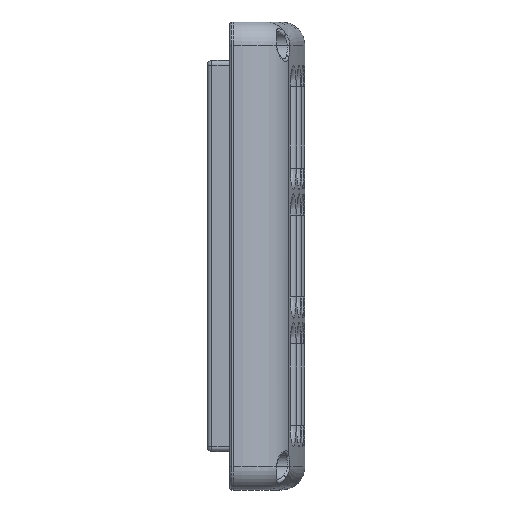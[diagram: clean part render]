
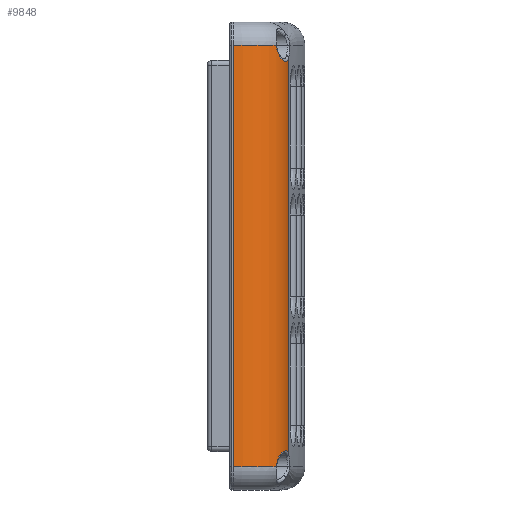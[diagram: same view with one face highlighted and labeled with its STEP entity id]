
A CAD part, front view. The second image highlights one B-rep face of the part: STEP entity #9848.
In plain terms, the highlighted cylindrical face has radius 12 mm (diameter 24 mm), a partial arc.
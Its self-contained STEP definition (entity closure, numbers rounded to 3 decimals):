
#1102 = ORIENTED_EDGE ( 'NONE', *, *, #23071, .T. ) ;
#1113 = EDGE_CURVE ( 'NONE', #20538, #4689, #7538, .T. ) ;
#1202 = CARTESIAN_POINT ( 'NONE',  ( -9.185, -39.6, -50. ) ) ;
#1220 = CARTESIAN_POINT ( 'NONE',  ( 1.948, -44.08, 41.602 ) ) ;
#1374 = CARTESIAN_POINT ( 'NONE',  ( 2.433, -42.608, -41.828 ) ) ;
#1377 = CARTESIAN_POINT ( 'NONE',  ( 0.588, -46.566, 42.813 ) ) ;
#1461 = CARTESIAN_POINT ( 'NONE',  ( 0.156, -47.132, 43.808 ) ) ;
#1688 = ORIENTED_EDGE ( 'NONE', *, *, #2040, .T. ) ;
#1814 = DIRECTION ( 'NONE',  ( 1., 0., 0. ) ) ;
#2040 = EDGE_CURVE ( 'NONE', #4494, #21950, #3858, .T. ) ;
#3051 = CARTESIAN_POINT ( 'NONE',  ( 2.548, -42.137, -42.034 ) ) ;
#3055 = CARTESIAN_POINT ( 'NONE',  ( 2.606, -41.845, 42.215 ) ) ;
#3368 = CARTESIAN_POINT ( 'NONE',  ( 2.245, -43.258, 41.65 ) ) ;
#3858 = B_SPLINE_CURVE_WITH_KNOTS ( 'NONE', 3,
 ( #19286, #3055, #14014, #10630, #8508, #12209, #3368, #10394, #15811, #1220, #12285, #17720, #19518, #23140, #21077, #23219, #17487, #15889, #1377, #21313, #5025, #17639, #1461, #10309, #8663, #12370, #22903, #5111 ),
 .UNSPECIFIED., .F., .F.,
 ( 4, 2, 2, 2, 2, 2, 2, 2, 2, 2, 2, 2, 2, 4 ),
 ( 0., 0.001, 0.002, 0.002, 0.003, 0.003, 0.004, 0.004, 0.005, 0.006, 0.007, 0.007, 0.008, 0.008 ),
 .UNSPECIFIED. ) ;
#3942 = ORIENTED_EDGE ( 'NONE', *, *, #21866, .T. ) ;
#4494 = VERTEX_POINT ( 'NONE', #18188 ) ;
#4689 = VERTEX_POINT ( 'NONE', #13512 ) ;
#4928 = FACE_OUTER_BOUND ( 'NONE', #12063, .T. ) ;
#4982 = CARTESIAN_POINT ( 'NONE',  ( -9.185, -51.6, -45. ) ) ;
#5019 = CARTESIAN_POINT ( 'NONE',  ( 0.044, -47.269, -44.301 ) ) ;
#5025 = CARTESIAN_POINT ( 'NONE',  ( 0.32, -46.925, 43.354 ) ) ;
#5066 = CARTESIAN_POINT ( 'NONE',  ( 2.65, -41.579, -50. ) ) ;
#5109 = CARTESIAN_POINT ( 'NONE',  ( 2.074, -43.753, -41.598 ) ) ;
#5111 = CARTESIAN_POINT ( 'NONE',  ( 0.001, -47.32, 45. ) ) ;
#5216 = DIRECTION ( 'NONE',  ( 0., 0., -1. ) ) ;
#5818 = ORIENTED_EDGE ( 'NONE', *, *, #10386, .F. ) ;
#6448 = CARTESIAN_POINT ( 'NONE',  ( 0.001, -47.32, 45. ) ) ;
#6669 = CARTESIAN_POINT ( 'NONE',  ( 0.52, -46.658, -42.946 ) ) ;
#6754 = CARTESIAN_POINT ( 'NONE',  ( 0.075, -47.232, -44.133 ) ) ;
#6828 = CARTESIAN_POINT ( 'NONE',  ( 0.207, -47.069, -43.648 ) ) ;
#6905 = CARTESIAN_POINT ( 'NONE',  ( 2.65, -41.579, -42.443 ) ) ;
#7379 = VERTEX_POINT ( 'NONE', #4982 ) ;
#7538 = B_SPLINE_CURVE_WITH_KNOTS ( 'NONE', 3,
 ( #8746, #17565, #10555, #5019, #6754, #19355, #6828, #13864, #21311, #6669, #14091, #12124, #19209, #12365, #17715, #8584, #21159, #19283, #12043, #8428, #10391, #5109, #12206, #22971, #10477, #17403, #1374, #3051, #14181, #6905 ),
 .UNSPECIFIED., .F., .F.,
 ( 4, 2, 2, 2, 2, 2, 2, 2, 2, 2, 2, 2, 2, 2, 4 ),
 ( 0., 0.001, 0.001, 0.002, 0.002, 0.003, 0.003, 0.004, 0.005, 0.005, 0.006, 0.006, 0.007, 0.007, 0.008 ),
 .UNSPECIFIED. ) ;
#7636 = LINE ( 'NONE', #5066, #15246 ) ;
#7727 = VECTOR ( 'NONE', #22342, 1000. ) ;
#8276 = DIRECTION ( 'NONE',  ( 0., 0., 1. ) ) ;
#8352 = DIRECTION ( 'NONE',  ( 1., 0., 0. ) ) ;
#8428 = CARTESIAN_POINT ( 'NONE',  ( 1.883, -44.24, -41.615 ) ) ;
#8508 = CARTESIAN_POINT ( 'NONE',  ( 2.389, -42.772, 41.771 ) ) ;
#8584 = CARTESIAN_POINT ( 'NONE',  ( 1.446, -45.167, -41.836 ) ) ;
#8663 = CARTESIAN_POINT ( 'NONE',  ( 0.043, -47.27, 44.306 ) ) ;
#8746 = CARTESIAN_POINT ( 'NONE',  ( 0.001, -47.32, -45. ) ) ;
#9848 = ADVANCED_FACE ( 'NONE', ( #4928 ), #17049, .T. ) ;
#10309 = CARTESIAN_POINT ( 'NONE',  ( 0.074, -47.233, 44.135 ) ) ;
#10386 = EDGE_CURVE ( 'NONE', #7379, #22181, #15895, .T. ) ;
#10391 = CARTESIAN_POINT ( 'NONE',  ( 1.949, -44.079, -41.602 ) ) ;
#10394 = CARTESIAN_POINT ( 'NONE',  ( 2.134, -43.586, 41.608 ) ) ;
#10477 = CARTESIAN_POINT ( 'NONE',  ( 2.296, -43.093, -41.683 ) ) ;
#10555 = CARTESIAN_POINT ( 'NONE',  ( 0.005, -47.316, -44.645 ) ) ;
#10598 = DIRECTION ( 'NONE',  ( 0., 0., 1. ) ) ;
#10630 = CARTESIAN_POINT ( 'NONE',  ( 2.432, -42.61, 41.827 ) ) ;
#11895 = CARTESIAN_POINT ( 'NONE',  ( -9.185, -39.6, -45. ) ) ;
#12043 = CARTESIAN_POINT ( 'NONE',  ( 1.744, -44.557, -41.661 ) ) ;
#12063 = EDGE_LOOP ( 'NONE', ( #3942, #12645, #15980, #1688, #1102, #5818 ) ) ;
#12124 = CARTESIAN_POINT ( 'NONE',  ( 0.742, -46.343, -42.59 ) ) ;
#12206 = CARTESIAN_POINT ( 'NONE',  ( 2.134, -43.587, -41.608 ) ) ;
#12209 = CARTESIAN_POINT ( 'NONE',  ( 2.296, -43.095, 41.682 ) ) ;
#12285 = CARTESIAN_POINT ( 'NONE',  ( 1.882, -44.241, 41.615 ) ) ;
#12365 = CARTESIAN_POINT ( 'NONE',  ( 1.052, -45.867, -42.189 ) ) ;
#12370 = CARTESIAN_POINT ( 'NONE',  ( 0.005, -47.316, 44.649 ) ) ;
#12645 = ORIENTED_EDGE ( 'NONE', *, *, #1113, .T. ) ;
#13512 = CARTESIAN_POINT ( 'NONE',  ( 2.65, -41.579, -42.443 ) ) ;
#13779 = CIRCLE ( 'NONE', #19925, 12. ) ;
#13847 = DIRECTION ( 'NONE',  ( 1., 0., 0. ) ) ;
#13864 = CARTESIAN_POINT ( 'NONE',  ( 0.321, -46.924, -43.352 ) ) ;
#14014 = CARTESIAN_POINT ( 'NONE',  ( 2.548, -42.138, 42.033 ) ) ;
#14091 = CARTESIAN_POINT ( 'NONE',  ( 0.593, -46.557, -42.821 ) ) ;
#14181 = CARTESIAN_POINT ( 'NONE',  ( 2.606, -41.845, -42.215 ) ) ;
#14360 = AXIS2_PLACEMENT_3D ( 'NONE', #11895, #8276, #8352 ) ;
#14615 = EDGE_CURVE ( 'NONE', #4689, #4494, #7636, .T. ) ;
#15188 = CIRCLE ( 'NONE', #14360, 12. ) ;
#15240 = CARTESIAN_POINT ( 'NONE',  ( 0.001, -47.32, -45. ) ) ;
#15246 = VECTOR ( 'NONE', #10598, 1000. ) ;
#15811 = CARTESIAN_POINT ( 'NONE',  ( 2.075, -43.752, 41.598 ) ) ;
#15889 = CARTESIAN_POINT ( 'NONE',  ( 0.739, -46.352, 42.584 ) ) ;
#15895 = LINE ( 'NONE', #20679, #7727 ) ;
#15980 = ORIENTED_EDGE ( 'NONE', *, *, #14615, .T. ) ;
#15990 = CARTESIAN_POINT ( 'NONE',  ( -9.185, -39.6, 45. ) ) ;
#16214 = CARTESIAN_POINT ( 'NONE',  ( -9.185, -51.6, 45. ) ) ;
#17049 = CYLINDRICAL_SURFACE ( 'NONE', #17272, 12. ) ;
#17272 = AXIS2_PLACEMENT_3D ( 'NONE', #1202, #22480, #13847 ) ;
#17403 = CARTESIAN_POINT ( 'NONE',  ( 2.39, -42.769, -41.772 ) ) ;
#17487 = CARTESIAN_POINT ( 'NONE',  ( 1.055, -45.863, 42.185 ) ) ;
#17565 = CARTESIAN_POINT ( 'NONE',  ( -0.003, -47.326, -44.823 ) ) ;
#17639 = CARTESIAN_POINT ( 'NONE',  ( 0.206, -47.071, 43.652 ) ) ;
#17715 = CARTESIAN_POINT ( 'NONE',  ( 1.214, -45.596, -42.024 ) ) ;
#17720 = CARTESIAN_POINT ( 'NONE',  ( 1.745, -44.556, 41.661 ) ) ;
#18188 = CARTESIAN_POINT ( 'NONE',  ( 2.65, -41.579, 42.443 ) ) ;
#19209 = CARTESIAN_POINT ( 'NONE',  ( 0.819, -46.229, -42.483 ) ) ;
#19283 = CARTESIAN_POINT ( 'NONE',  ( 1.671, -44.715, -41.695 ) ) ;
#19286 = CARTESIAN_POINT ( 'NONE',  ( 2.65, -41.579, 42.443 ) ) ;
#19355 = CARTESIAN_POINT ( 'NONE',  ( 0.157, -47.132, -43.806 ) ) ;
#19518 = CARTESIAN_POINT ( 'NONE',  ( 1.673, -44.711, 41.694 ) ) ;
#19925 = AXIS2_PLACEMENT_3D ( 'NONE', #15990, #5216, #1814 ) ;
#20538 = VERTEX_POINT ( 'NONE', #15240 ) ;
#20679 = CARTESIAN_POINT ( 'NONE',  ( -9.185, -51.6, -50. ) ) ;
#21077 = CARTESIAN_POINT ( 'NONE',  ( 1.447, -45.166, 41.836 ) ) ;
#21159 = CARTESIAN_POINT ( 'NONE',  ( 1.522, -45.02, -41.783 ) ) ;
#21311 = CARTESIAN_POINT ( 'NONE',  ( 0.384, -46.842, -43.212 ) ) ;
#21313 = CARTESIAN_POINT ( 'NONE',  ( 0.384, -46.841, 43.211 ) ) ;
#21866 = EDGE_CURVE ( 'NONE', #7379, #20538, #15188, .T. ) ;
#21950 = VERTEX_POINT ( 'NONE', #6448 ) ;
#22181 = VERTEX_POINT ( 'NONE', #16214 ) ;
#22342 = DIRECTION ( 'NONE',  ( 0., 0., 1. ) ) ;
#22480 = DIRECTION ( 'NONE',  ( 0., 0., 1. ) ) ;
#22903 = CARTESIAN_POINT ( 'NONE',  ( -0.003, -47.326, 44.823 ) ) ;
#22971 = CARTESIAN_POINT ( 'NONE',  ( 2.245, -43.257, -41.65 ) ) ;
#23071 = EDGE_CURVE ( 'NONE', #21950, #22181, #13779, .T. ) ;
#23140 = CARTESIAN_POINT ( 'NONE',  ( 1.524, -45.016, 41.781 ) ) ;
#23219 = CARTESIAN_POINT ( 'NONE',  ( 1.214, -45.597, 42.024 ) ) ;
